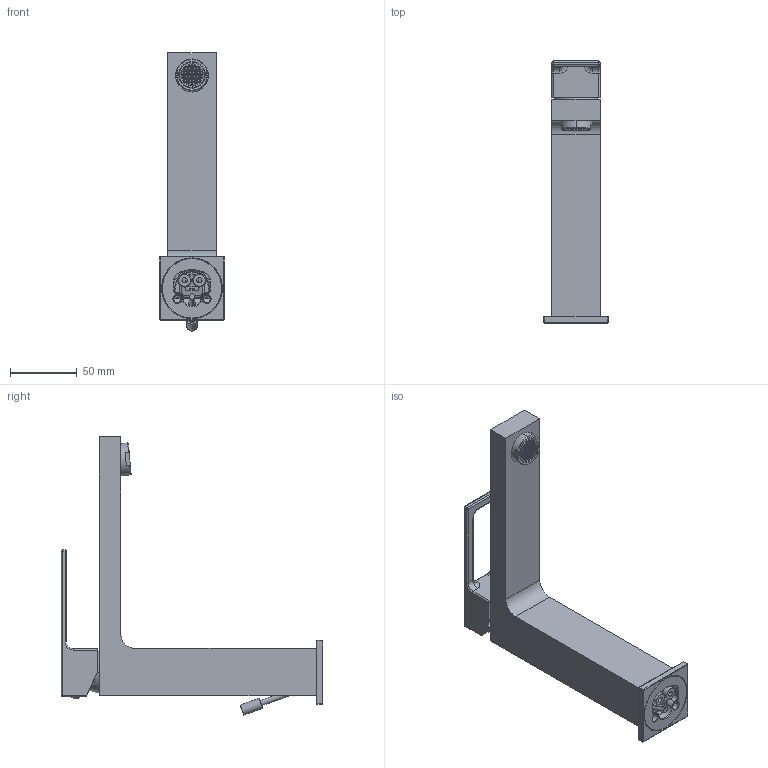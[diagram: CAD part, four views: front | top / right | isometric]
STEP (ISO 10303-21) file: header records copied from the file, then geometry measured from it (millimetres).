
FILE_DESCRIPTION((''),'2;1');
FILE_NAME('EF073CR','2021-01-14T10:42:11',('ut3'),('PAFFONI SpA'),'CREO PARAMETRIC BY PTC INC, 2020044','CREO PARAMETRIC BY PTC INC, 2020044','');
FILE_SCHEMA(('CONFIG_CONTROL_DESIGN','SHAPE_APPEARANCE_LAYERS_GROUPS'));
Products named in the file (1): EF073CR
Bounding box: 48 x 196.28 x 208.6 mm (x, y, z)
Volume: 151912.2 mm3; surface area: 99551.7 mm2
Topology: 9 solids, 9 shells, 1946 faces, 5518 edges, 3587 vertices
Faces by surface type: plane 1555, cylinder 225, torus 60, cone 45, sphere 38, bspline 23
Entity records: 70040 total; most frequent: CARTESIAN_POINT 13158, ORIENTED_EDGE 11032, DIRECTION 10763, EDGE_CURVE 5516, VECTOR 3873, LINE 3873, VERTEX_POINT 3587, AXIS2_PLACEMENT_3D 3445
